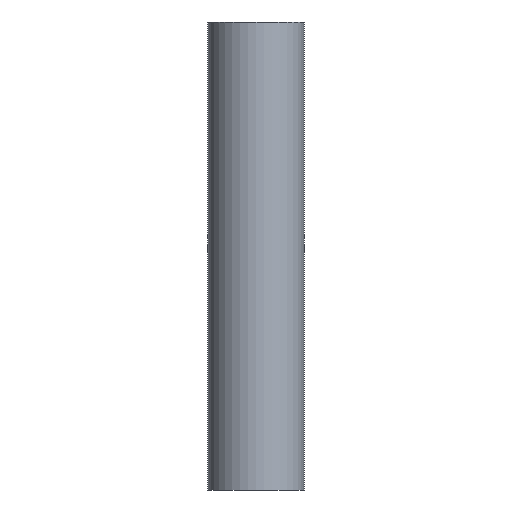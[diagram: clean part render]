
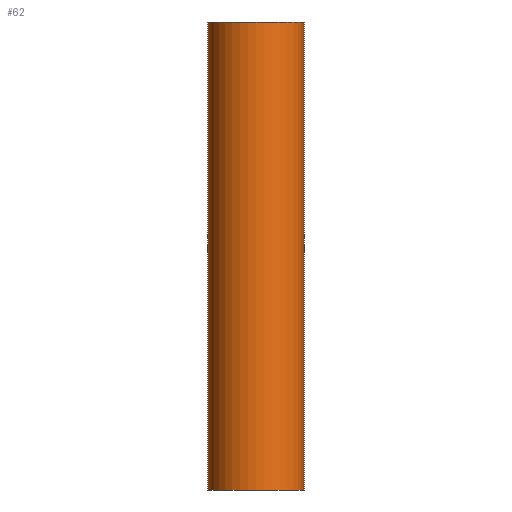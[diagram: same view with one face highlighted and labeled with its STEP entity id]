
A CAD part, front view. The second image highlights one B-rep face of the part: STEP entity #62.
In plain terms, the highlighted cylindrical face has radius 1.75 mm (diameter 3.5 mm), a partial arc.
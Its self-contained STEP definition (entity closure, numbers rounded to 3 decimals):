
#1 = AXIS2_PLACEMENT_3D ( 'NONE', #161, #149, #44 ) ;
#19 = AXIS2_PLACEMENT_3D ( 'NONE', #90, #75, #164 ) ;
#26 = AXIS2_PLACEMENT_3D ( 'NONE', #94, #98, #99 ) ;
#29 = EDGE_CURVE ( 'NONE', #241, #237, #201, .T. ) ;
#37 = EDGE_CURVE ( 'NONE', #237, #247, #203, .T. ) ;
#44 = DIRECTION ( 'NONE',  ( 1., 0., 0. ) ) ;
#61 = CARTESIAN_POINT ( 'NONE',  ( 1.75, 0., 0. ) ) ;
#62 = ADVANCED_FACE ( 'NONE', ( #194 ), #190, .T. ) ;
#64 = EDGE_CURVE ( 'NONE', #244, #247, #191, .T. ) ;
#66 = EDGE_CURVE ( 'NONE', #241, #244, #202, .T. ) ;
#75 = DIRECTION ( 'NONE',  ( 0., 0., 1. ) ) ;
#89 = DIRECTION ( 'NONE',  ( 0., 0., 1. ) ) ;
#90 = CARTESIAN_POINT ( 'NONE',  ( 0., 0., -17. ) ) ;
#92 = DIRECTION ( 'NONE',  ( 0., 0., 1. ) ) ;
#94 = CARTESIAN_POINT ( 'NONE',  ( 0., 0., 0. ) ) ;
#96 = CARTESIAN_POINT ( 'NONE',  ( -1.75, 0., -17. ) ) ;
#98 = DIRECTION ( 'NONE',  ( 0., 0., 1. ) ) ;
#99 = DIRECTION ( 'NONE',  ( 1., 0., 0. ) ) ;
#149 = DIRECTION ( 'NONE',  ( 0., 0., 1. ) ) ;
#157 = CARTESIAN_POINT ( 'NONE',  ( -1.75, 0., 0. ) ) ;
#161 = CARTESIAN_POINT ( 'NONE',  ( 0., 0., -17. ) ) ;
#164 = DIRECTION ( 'NONE',  ( 1., 0., 0. ) ) ;
#186 = CARTESIAN_POINT ( 'NONE',  ( 1.75, 0., -17. ) ) ;
#189 = VECTOR ( 'NONE', #92, 1000. ) ;
#190 = CYLINDRICAL_SURFACE ( 'NONE', #19, 1.75 ) ;
#191 = CIRCLE ( 'NONE', #26, 1.75 ) ;
#194 = FACE_OUTER_BOUND ( 'NONE', #245, .T. ) ;
#198 = VECTOR ( 'NONE', #89, 1000. ) ;
#201 = CIRCLE ( 'NONE', #1, 1.75 ) ;
#202 = LINE ( 'NONE', #96, #189 ) ;
#203 = LINE ( 'NONE', #186, #198 ) ;
#212 = CARTESIAN_POINT ( 'NONE',  ( 1.75, 0., -17. ) ) ;
#224 = ORIENTED_EDGE ( 'NONE', *, *, #64, .F. ) ;
#226 = ORIENTED_EDGE ( 'NONE', *, *, #37, .T. ) ;
#227 = ORIENTED_EDGE ( 'NONE', *, *, #29, .T. ) ;
#228 = ORIENTED_EDGE ( 'NONE', *, *, #66, .F. ) ;
#233 = CARTESIAN_POINT ( 'NONE',  ( -1.75, 0., -17. ) ) ;
#237 = VERTEX_POINT ( 'NONE', #212 ) ;
#241 = VERTEX_POINT ( 'NONE', #233 ) ;
#244 = VERTEX_POINT ( 'NONE', #157 ) ;
#245 = EDGE_LOOP ( 'NONE', ( #228, #227, #226, #224 ) ) ;
#247 = VERTEX_POINT ( 'NONE', #61 ) ;
